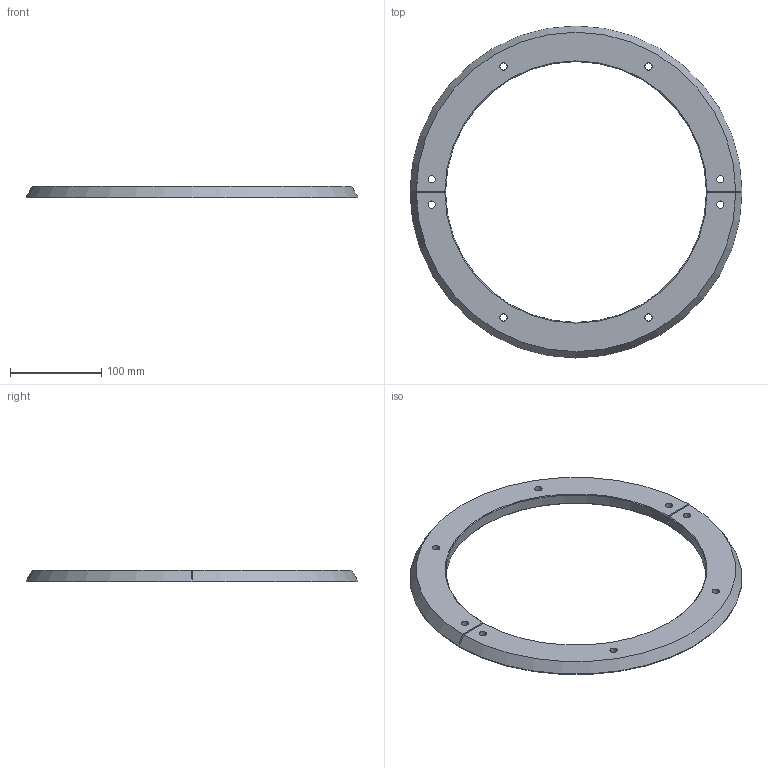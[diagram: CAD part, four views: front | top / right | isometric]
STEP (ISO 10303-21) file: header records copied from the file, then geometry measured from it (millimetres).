
FILE_DESCRIPTION (( 'STEP AP203' ), '1' );
FILE_NAME ('G873.STEP', '2022-04-20T20:21:10', ( '' ), ( '' ), 'SwSTEP 2.0', 'SolidWorks 2020', '' );
FILE_SCHEMA (( 'CONFIG_CONTROL_DESIGN' ));
Length unit declared in the file: inch
Products named in the file (1): G873
Bounding box: 363.73 x 363.73 x 12.7 mm (x, y, z)
Volume: 443937.1 mm3; surface area: 103309.5 mm2
Topology: 1 solids, 1 shells, 45 faces, 116 edges, 72 vertices
Faces by surface type: cylinder 24, cone 12, plane 7, torus 2
Entity records: 1549 total; most frequent: CARTESIAN_POINT 322, DIRECTION 248, ORIENTED_EDGE 232, EDGE_CURVE 116, AXIS2_PLACEMENT_3D 102, VERTEX_POINT 72, EDGE_LOOP 62, CIRCLE 56
